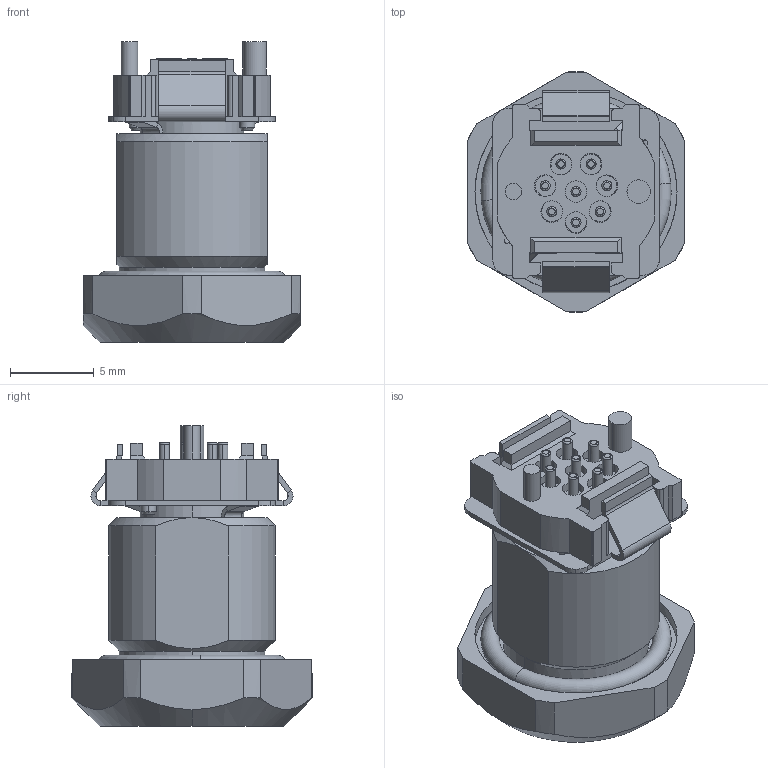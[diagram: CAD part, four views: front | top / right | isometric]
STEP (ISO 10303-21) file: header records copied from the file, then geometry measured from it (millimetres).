
FILE_DESCRIPTION(('CATIA V5R24 STEP','CAx-IF Rec.Pracs.--- Model Styling and Organization---1.2---2011-12-15'),'2;1');
FILE_NAME ('D1461830_0_2422740000_2422740000.stp','2017-05-15T09:07:42+00:00',('none'),('Weidmueller'),'CATIA Version 5-6 Release 2014 SP4 HF52','CATIA V5 STEP AP214','none');
FILE_SCHEMA(('AUTOMOTIVE_DESIGN { 1 0 10303 214 1 1 1 1 }'));
Length unit declared in the file: millimetre
Products named in the file (1): v5-standard_part
Bounding box: 13 x 14.39 x 18 mm (x, y, z)
Volume: 1248 mm3; surface area: 2232.6 mm2
Topology: 1 solids, 22 shells, 756 faces, 1949 edges, 1261 vertices
Faces by surface type: cylinder 340, plane 274, cone 56, torus 53, bspline 33
Entity records: 25862 total; most frequent: CARTESIAN_POINT 8028, ORIENTED_EDGE 3872, DIRECTION 2821, EDGE_CURVE 1936, AXIS2_PLACEMENT_3D 1300, VERTEX_POINT 1258, VECTOR 800, EDGE_LOOP 800
